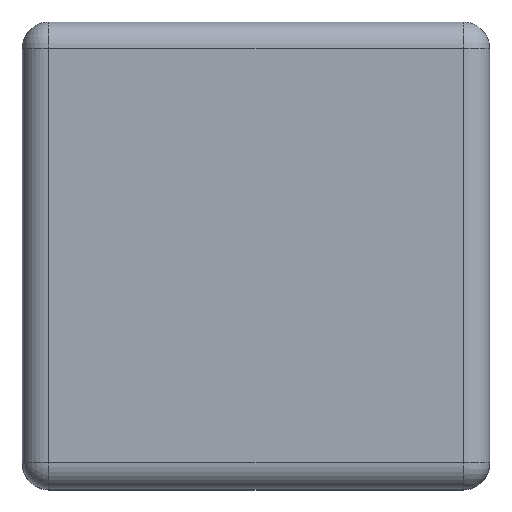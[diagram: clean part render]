
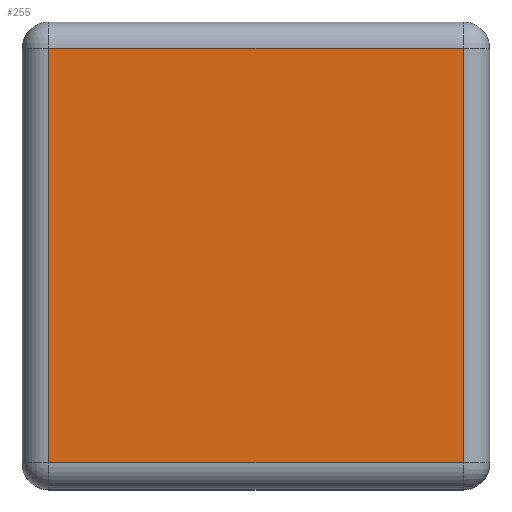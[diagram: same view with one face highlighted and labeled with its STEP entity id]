
A CAD part, top view. The second image highlights one B-rep face of the part: STEP entity #255.
In plain terms, the highlighted planar face has unit normal (0, 0, 1).
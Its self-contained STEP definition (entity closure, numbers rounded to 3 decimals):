
#39 = CARTESIAN_POINT ( 'NONE',  ( -11.75, 11.75, 24.5 ) ) ;
#40 = VERTEX_POINT ( 'NONE', #39 ) ;
#72 = DIRECTION ( 'NONE',  ( 1., 0., 0. ) ) ;
#84 = VERTEX_POINT ( 'NONE', #134 ) ;
#102 = LINE ( 'NONE', #537, #360 ) ;
#129 = EDGE_CURVE ( 'NONE', #173, #511, #567, .T. ) ;
#133 = ORIENTED_EDGE ( 'NONE', *, *, #142, .T. ) ;
#134 = CARTESIAN_POINT ( 'NONE',  ( 11.75, 11.75, 24.5 ) ) ;
#142 = EDGE_CURVE ( 'NONE', #511, #84, #189, .T. ) ;
#173 = VERTEX_POINT ( 'NONE', #354 ) ;
#189 = LINE ( 'NONE', #604, #234 ) ;
#207 = DIRECTION ( 'NONE',  ( -1., 0., 0. ) ) ;
#224 = DIRECTION ( 'NONE',  ( 0., 0., 1. ) ) ;
#231 = PLANE ( 'NONE',  #322 ) ;
#234 = VECTOR ( 'NONE', #518, 1000. ) ;
#255 = ADVANCED_FACE ( 'NONE', ( #330 ), #231, .T. ) ;
#257 = DIRECTION ( 'NONE',  ( 1., 0., 0. ) ) ;
#283 = CARTESIAN_POINT ( 'NONE',  ( 0., 0., 24.5 ) ) ;
#322 = AXIS2_PLACEMENT_3D ( 'NONE', #283, #224, #72 ) ;
#330 = FACE_OUTER_BOUND ( 'NONE', #397, .T. ) ;
#350 = CARTESIAN_POINT ( 'NONE',  ( 13.25, -11.75, 24.5 ) ) ;
#353 = ORIENTED_EDGE ( 'NONE', *, *, #480, .T. ) ;
#354 = CARTESIAN_POINT ( 'NONE',  ( -11.75, -11.75, 24.5 ) ) ;
#360 = VECTOR ( 'NONE', #361, 1000. ) ;
#361 = DIRECTION ( 'NONE',  ( 0., -1., 0. ) ) ;
#367 = CARTESIAN_POINT ( 'NONE',  ( 11.75, -11.75, 24.5 ) ) ;
#397 = EDGE_LOOP ( 'NONE', ( #615, #559, #133, #353 ) ) ;
#443 = VECTOR ( 'NONE', #257, 1000. ) ;
#456 = VECTOR ( 'NONE', #207, 1000. ) ;
#480 = EDGE_CURVE ( 'NONE', #84, #40, #574, .T. ) ;
#511 = VERTEX_POINT ( 'NONE', #367 ) ;
#518 = DIRECTION ( 'NONE',  ( 0., 1., 0. ) ) ;
#537 = CARTESIAN_POINT ( 'NONE',  ( -11.75, -13.25, 24.5 ) ) ;
#559 = ORIENTED_EDGE ( 'NONE', *, *, #129, .T. ) ;
#567 = LINE ( 'NONE', #350, #443 ) ;
#574 = LINE ( 'NONE', #625, #456 ) ;
#604 = CARTESIAN_POINT ( 'NONE',  ( 11.75, 13.25, 24.5 ) ) ;
#615 = ORIENTED_EDGE ( 'NONE', *, *, #623, .T. ) ;
#623 = EDGE_CURVE ( 'NONE', #40, #173, #102, .T. ) ;
#625 = CARTESIAN_POINT ( 'NONE',  ( -13.25, 11.75, 24.5 ) ) ;
